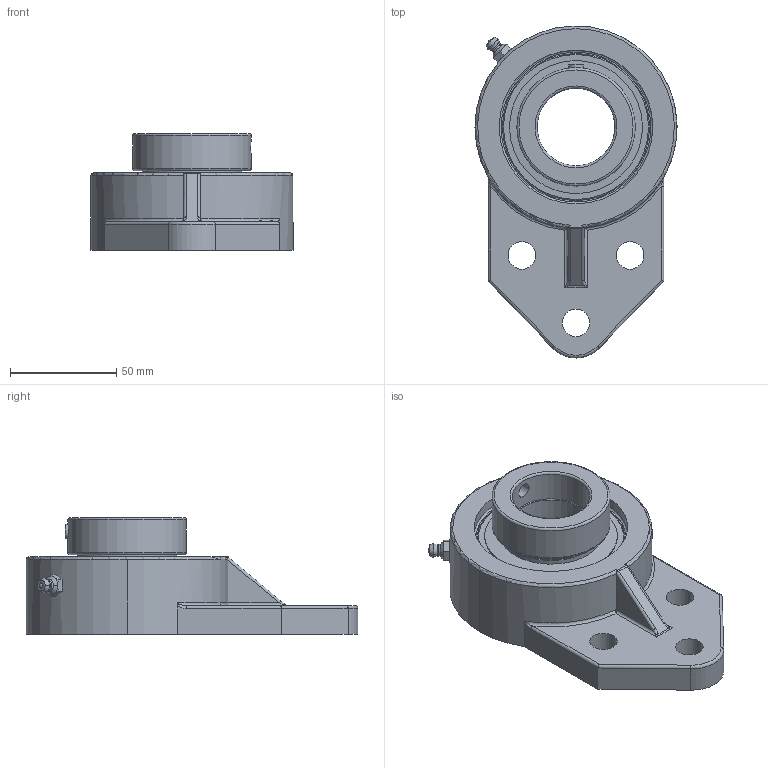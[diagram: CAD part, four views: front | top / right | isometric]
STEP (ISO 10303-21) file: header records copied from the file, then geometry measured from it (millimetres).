
FILE_DESCRIPTION(('HOOPS Exchange Step'),'2;1');
FILE_NAME('export-56BA0114-C217-47ED-A645-D0E1F37C90C1.stp','2019-12-12T16:14:05+16:00',('ibuslach'),('Alibre'),'HOOPS Exchange 2019.2','Alibre','Unknown authorisation');
FILE_SCHEMA( ('AP242_MANAGED_MODEL_BASED_3D_ENGINEERING_MIM_LF {1 0 10303 442 1 1 4 }') );
Length unit declared in the file: centimetre
Products named in the file (8): MRN SFB 207; UCP ZERK 6mm; SNC 207-23 RACES; SNC 207 SHIELD; SNC 207 SS; SNC 207-23 COLLAR; MRN SNC 207-23; MRN SNCFB 207-23
Assembly tree (8 placements, depth 3):
  MRN SNCFB 207-23
    MRN SFB 207
    UCP ZERK 6mm
    MRN SNC 207-23
      SNC 207-23 RACES
      SNC 207 SHIELD  x2
      SNC 207 SS
      SNC 207-23 COLLAR
Bounding box: 95 x 156 x 54.91 mm (x, y, z)
Volume: 227924.6 mm3; surface area: 74362.6 mm2
Topology: 8 solids, 8 shells, 164 faces, 429 edges, 277 vertices
Faces by surface type: cylinder 56, plane 49, torus 23, cone 18, bspline 10, sphere 8
Full cylindrical faces by diameter (mm): 2.508 x2, 6 x2, 6.782 x3, 13 x3, 36.513 x2, 44.196 x2, 46.672 x2, 46.736 x2, 47.752 x2, 55.601 x1, 59.006 x2, 62.484 x2, 72.166 x1, 76.166 x1
Entity records: 8766 total; most frequent: CARTESIAN_POINT 4645, DIRECTION 871, ORIENTED_EDGE 802, EDGE_CURVE 401, AXIS2_PLACEMENT_3D 369, VERTEX_POINT 263, CIRCLE 188, EDGE_LOOP 186
